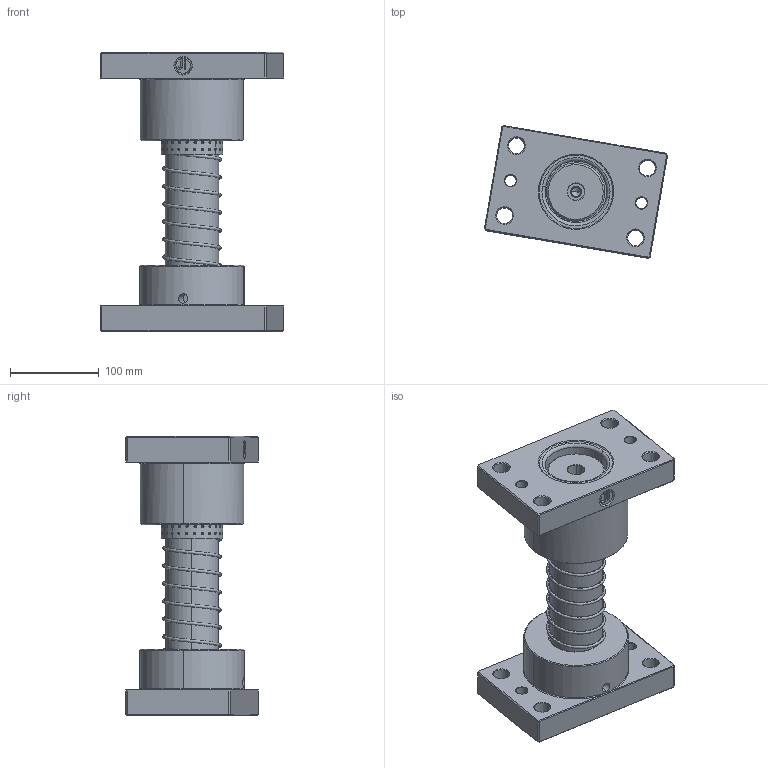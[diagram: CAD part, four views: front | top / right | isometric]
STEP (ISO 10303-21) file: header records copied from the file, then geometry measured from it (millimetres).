
FILE_DESCRIPTION (( 'STEP AP214' ), '1' );
FILE_NAME ('HYKP-D60-L240.STEP', '2021-09-23T11:02:39', ( 'User' ), ( 'china' ), 'SwSTEP 2.0', 'SolidWorks 2016', '' );
FILE_SCHEMA (( 'AUTOMOTIVE_DESIGN' ));
Length unit declared in the file: millimetre
Products named in the file (9): HYKP-D60-L240; HYAK嘐隅結輸-PD60; HWP-D66.9-60.5-L150; BS-69.5-60.5-L100; SABP-D60; SABP-D60傍杶; MGHP-D60; MGMK-D60-L240
Assembly tree (8 placements, depth 3):
  HYKP-D60-L240
    MGMK-D60-L240
    MGHP-D60
    SABP-D60
      SABP-D60
      SABP-D60傍杶
    BS-69.5-60.5-L100
    HWP-D66.9-60.5-L150
    HYAK嘐隅結輸-PD60
Bounding box: 206.8 x 149.56 x 315.48 mm (x, y, z)
Volume: 2875754.2 mm3; surface area: 386437.6 mm2
Topology: 7 solids, 7 shells, 1303 faces, 2700 edges, 1927 vertices
Faces by surface type: sphere 1056, plane 79, cone 78, cylinder 66, torus 12, bspline 12
Entity records: 71688 total; most frequent: CARTESIAN_POINT 32314, DIRECTION 5488, ORIENTED_EDGE 5388, EDGE_CURVE 2694, AXIS2_PLACEMENT_3D 2593, VERTEX_POINT 1927, EDGE_LOOP 1861, ADVANCED_FACE 1303
